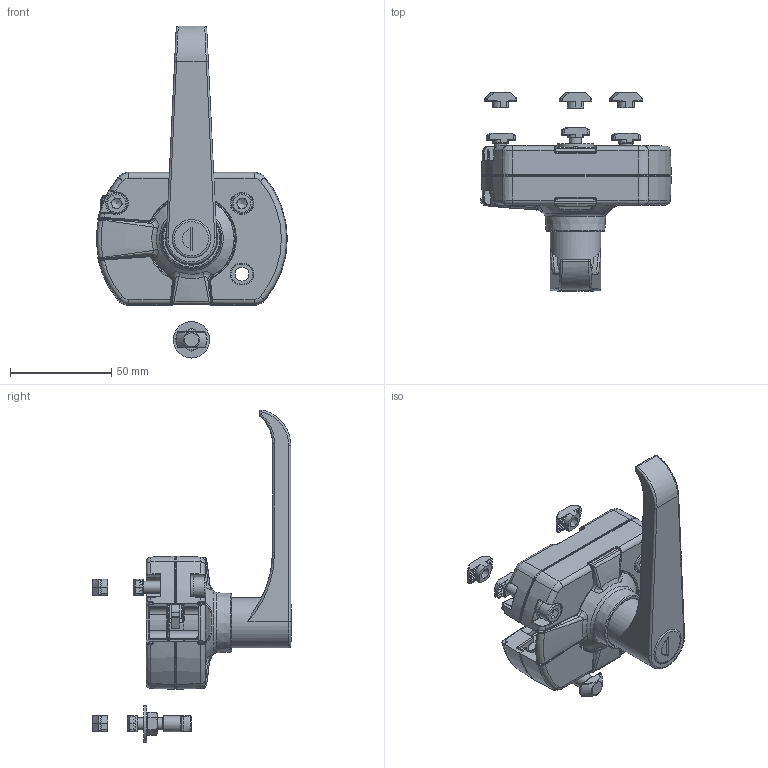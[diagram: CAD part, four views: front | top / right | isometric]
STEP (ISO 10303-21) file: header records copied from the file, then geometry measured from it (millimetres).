
FILE_DESCRIPTION (( 'STEP AP214' ), '1' );
FILE_NAME ('0957504.STEP', '2015-01-15T08:35:01', ( 'Admin' ), ( 'Hewlett-Packard Company' ), 'SwSTEP 2.0', 'SolidWorks 2014', '' );
FILE_SCHEMA (( 'AUTOMOTIVE_DESIGN' ));
Length unit declared in the file: millimetre
Products named in the file (21): 106163 - 4DIN934m6m_4din934m6e; 0957504; 4din9021d0618m_4 din 9021 d0618 m; 4DIN433m06 m_Standard; plain washer hardened small grade a_din_Washer DIN 433 - 6.4 - 300HV; 340ME468_Standard; 111983 - 4DIN912M0630M_DIN 912 M6 x 30 --- 25N; 0957504R06_0957504R06; 0957504r06-2; 0957504r06-1; 4DIN912M0608M_DIN 912 M6 8; 4din125am6m_Standard; 340me418; 4iso3601d1535; 0957504r05_0957504r05; 0957504r04; 0957504r03; 0957504r02_0957504r01; 096h08430_096 h08 6 30; 0957504r02_0957504r02; 096h08610_Standard
Assembly tree (27 placements, depth 3):
  0957504
    0957504r02_0957504r02
    0957504r02_0957504r01
    0957504r03
    0957504r04  x2
    0957504r05_0957504r05
    4iso3601d1535
    340me418
    4din125am6m_Standard
    4DIN912M0608M_DIN 912 M6 8
    0957504R06_0957504R06
      0957504r06-1
      0957504r06-2
    111983 - 4DIN912M0630M_DIN 912 M6 x 30 --- 25N  x2
    340ME468_Standard
    4DIN433m06 m_Standard  x2
      plain washer hardened small grade a_din_Washer DIN 433 - 6.4 - 300HV
    4din9021d0618m_4 din 9021 d0618 m
    106163 - 4DIN934m6m_4din934m6e
    096h08610_Standard  x3
    096h08430_096 h08 6 30  x3
Bounding box: 94.29 x 98.3 x 164.28 mm (x, y, z)
Volume: 107619.6 mm3; surface area: 83617.3 mm2
Topology: 25 solids, 25 shells, 3653 faces, 8938 edges, 5046 vertices
Faces by surface type: cylinder 1134, plane 907, bspline 747, torus 471, sphere 273, cone 121
Full cylindrical faces by diameter (mm): 0.79 x2, 3 x5, 5 x11, 6 x5, 6.4 x4, 6.9 x6, 7.8 x1, 10 x4, 11 x2, 11.6 x1, 12 x1, 12.5 x2, 14.6 x1, 15 x2, 15.1 x1, 18 x1, 19 x2, 21 x1, 21.9 x2, 22 x2, 25 x1, 25.2 x2
Entity records: 114803 total; most frequent: CARTESIAN_POINT 43480, ORIENTED_EDGE 15240, DIRECTION 14337, EDGE_CURVE 7620, AXIS2_PLACEMENT_3D 5895, VERTEX_POINT 4447, EDGE_LOOP 3519, FACE_OUTER_BOUND 3412
